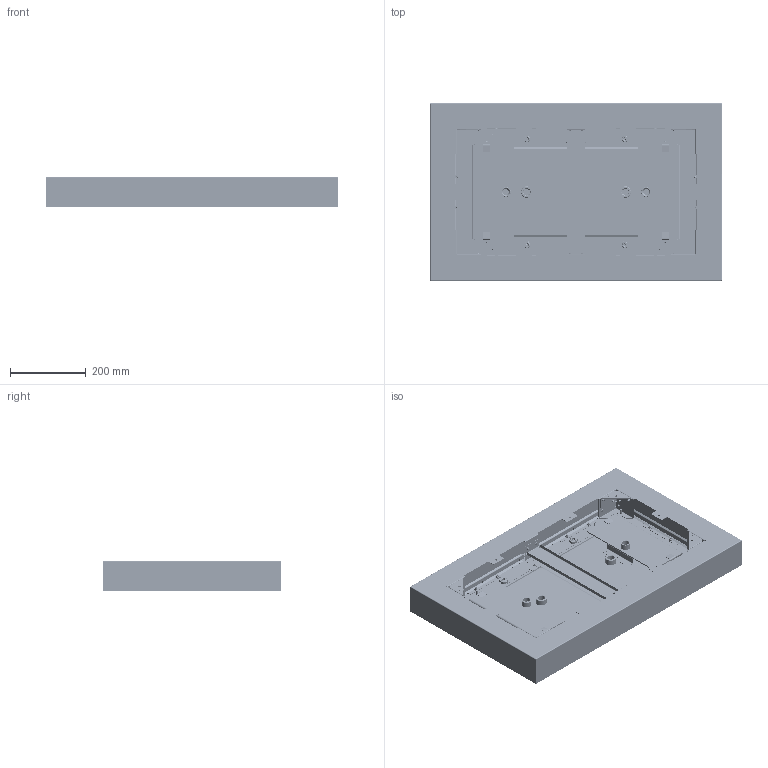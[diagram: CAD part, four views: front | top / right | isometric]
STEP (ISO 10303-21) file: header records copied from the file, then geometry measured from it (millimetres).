
FILE_DESCRIPTION(('STEP AP214'),'1');
FILE_NAME('Art.67255.stp','2023-06-12T05:37:24',(' '),(' '),'Spatial InterOp 3D',' ',' ');
FILE_SCHEMA(('AUTOMOTIVE_DESIGN { 1 0 10303 214 1 1 1 1 }'));
Length unit declared in the file: millimetre
Products named in the file (250): Art.67255; ASSEM1; S.00340; 22509; S.00317; S.00110; S.00207; STRIPS1000RGB; Seg. Guaina; Seg. LED; STRIPS1000RGB L=325; 22228; T.RA063; 21723; 22221; T.RA141; 24265; P.00100; 21261; 22222; 22229; S.00104; 22227; 22226; GrR; 21656; 22225; 21192; 22224; 21313; A.00075; GrT.RA070 (Est); A.00081; A.00082; T.RA070; M.20702; M-20696; M-20697; T.RA003; M-20698 ...
Assembly tree (450 placements, depth 5):
  Art.67255
    ASSEM1
    (unnamed)
    S.00340  x24
      ASSEM1
      (unnamed)
      (unnamed)
      (unnamed)
      (unnamed)
      (unnamed)
      (unnamed)
      (unnamed)
      (unnamed)
      S.00340
    22509  x4
    S.00317  x4
      ASSEM1
      S.00317
    S.00110  x20
    S.00207  x20
      ASSEM1
      S.00207
    STRIPS1000RGB L=325  x6
      STRIPS1000RGB
        ASSEM1
        (unnamed)
        (unnamed)
        Seg. Guaina
        Seg. LED
      22228
    T.RA063  x6
      ASSEM1
      T.RA063
    21723  x8
      ASSEM1
      21723
    22221  x2
      ASSEM1
      (unnamed)
      (unnamed)
      (unnamed)
      (unnamed)
      (unnamed)
      (unnamed)
      (unnamed)
      (unnamed)
      (unnamed)
      (unnamed)
      (unnamed)
      (unnamed)
      (unnamed)
      (unnamed)
      (unnamed)
      (unnamed)
      (unnamed)
      (unnamed)
      (unnamed)
      (unnamed)
      (unnamed)
      (unnamed)
Bounding box: 770 x 470 x 80 mm (x, y, z)
Volume: 1735773.6 mm3; surface area: 3045707.8 mm2
Topology: 404 solids, 404 shells, 8890 faces, 22288 edges, 14634 vertices
Faces by surface type: plane 3334, cylinder 3004, torus 1936, cone 296, sphere 288, bspline 32
Full cylindrical faces by diameter (mm): 0.4 x24, 1 x4, 1.5 x164, 1.7 x160, 2.6 x28, 3 x108, 3.1 x160, 3.3 x180, 4 x24, 4.2 x6, 4.4 x20, 4.5 x4, 4.6 x24, 4.8 x28, 5 x336, 5.2 x60, 6 x16, 6.2 x58, 6.5 x4, 6.9 x6, 7 x14, 8.2 x6, 8.566 x4, 9.5 x4, 10 x166, 10.2 x6, 12 x20, 14 x4, 14.95 x4, 16.4 x4
Entity records: 76722 total; most frequent: DIRECTION 9288, CARTESIAN_POINT 8176, ORIENTED_EDGE 6702, AXIS2_PLACEMENT_3D 3745, EDGE_CURVE 3351, EDGE_LOOP 2600, VERTEX_POINT 2381, FACE_OUTER_BOUND 1847
